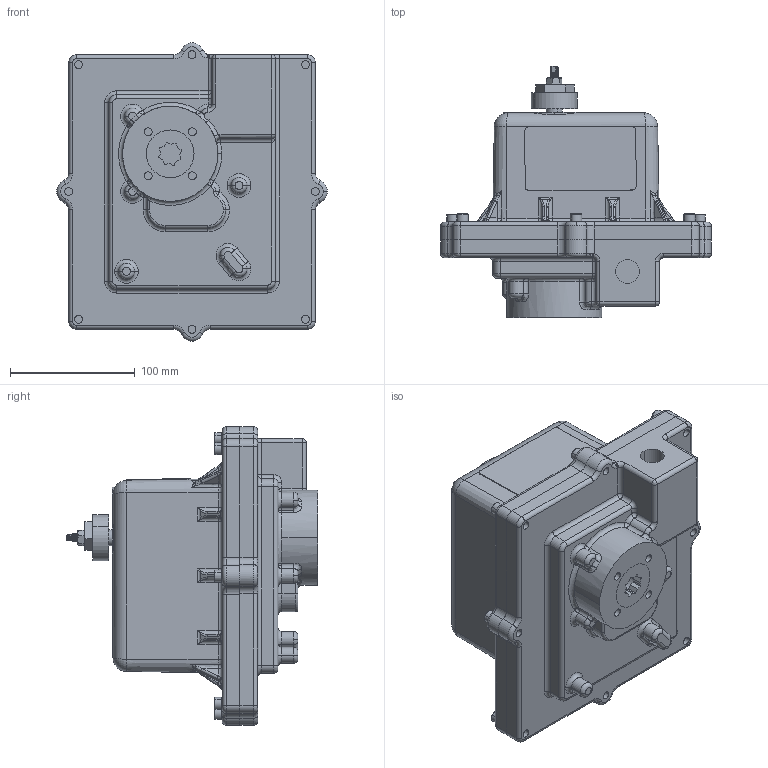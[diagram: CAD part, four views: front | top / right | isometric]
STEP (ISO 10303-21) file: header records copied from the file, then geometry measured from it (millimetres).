
FILE_DESCRIPTION (( 'STEP AP214' ), '1' );
FILE_NAME ('SRN7.STEP', '2014-11-14T19:45:05', ( 'Mark Erion' ), ( 'Microsoft' ), 'SwSTEP 2.0', 'SolidWorks 2014', '' );
FILE_SCHEMA (( 'AUTOMOTIVE_DESIGN' ));
Length unit declared in the file: inch
Products named in the file (1): SRN7
Bounding box: 216.69 x 201.1 x 238.91 mm (x, y, z)
Volume: 3644622.8 mm3; surface area: 192937.5 mm2
Topology: 1 solids, 3 shells, 952 faces, 2242 edges, 1236 vertices
Faces by surface type: cylinder 341, plane 210, bspline 165, cone 99, torus 93, sphere 44
Entity records: 46494 total; most frequent: CARTESIAN_POINT 22407, ORIENTED_EDGE 4276, DIRECTION 4057, EDGE_CURVE 2138, AXIS2_PLACEMENT_3D 1632, VERTEX_POINT 1232, EDGE_LOOP 992, ADVANCED_FACE 952
